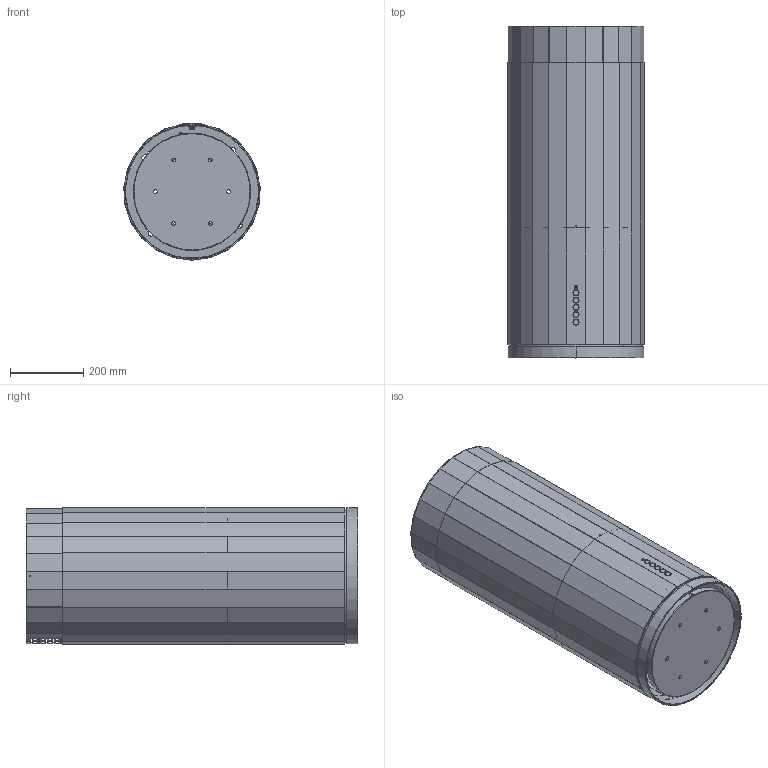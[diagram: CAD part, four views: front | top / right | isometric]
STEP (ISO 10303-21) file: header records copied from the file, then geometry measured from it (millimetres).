
FILE_DESCRIPTION((''),'2;1');
FILE_NAME('22B_717_ASM','2016-07-04T',('BD037'),(''),'PRO/ENGINEER BY PARAMETRIC TECHNOLOGY CORPORATION, 2014200','PRO/ENGINEER BY PARAMETRIC TECHNOLOGY CORPORATION, 2014200','');
FILE_SCHEMA(('CONFIG_CONTROL_DESIGN'));
Products named in the file (19): 22B_001; 22B_711_ASM; A82_014; A82_015; A82_746_ASM; A82_071; A82_766_ASM; 22B_002; 22B_003; 22B_713_ASM; 22B_712_ASM; K21_030_SKEL; K44_004; K36_018; K44_701_ASM; K44_009; K44_700_ASM; 22B_710_ASM; 22B_717_ASM
Assembly tree (26 placements, depth 5):
  22B_717_ASM
    22B_710_ASM
      22B_711_ASM
        22B_001
      A82_746_ASM
        A82_014
        A82_015
      A82_766_ASM
        A82_071
      22B_002
      22B_712_ASM
        22B_713_ASM
          22B_003
      K44_700_ASM
        K21_030_SKEL
        K44_701_ASM
          K44_004  x5
          K36_018
        K44_009  x5
Bounding box: 372.6 x 905.45 x 372.18 mm (x, y, z)
Volume: 1447899.8 mm3; surface area: 3621391.4 mm2
Topology: 17 solids, 19 shells, 1820 faces, 4443 edges, 2617 vertices
Faces by surface type: plane 757, bspline 492, cylinder 465, extrusion 80, torus 18, cone 6, sphere 2
Full cylindrical faces by diameter (mm): 364.6 x1, 370.6 x1
Entity records: 55842 total; most frequent: CARTESIAN_POINT 25320, ORIENTED_EDGE 6610, DIRECTION 5600, EDGE_CURVE 3315, VECTOR 1952, LINE 1936, VERTEX_POINT 1913, AXIS2_PLACEMENT_3D 1824
